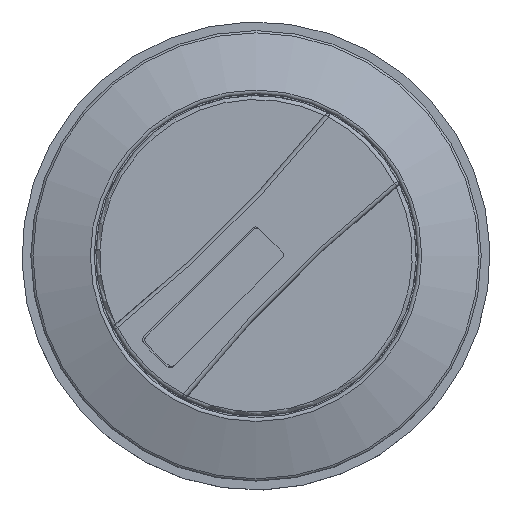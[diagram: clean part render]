
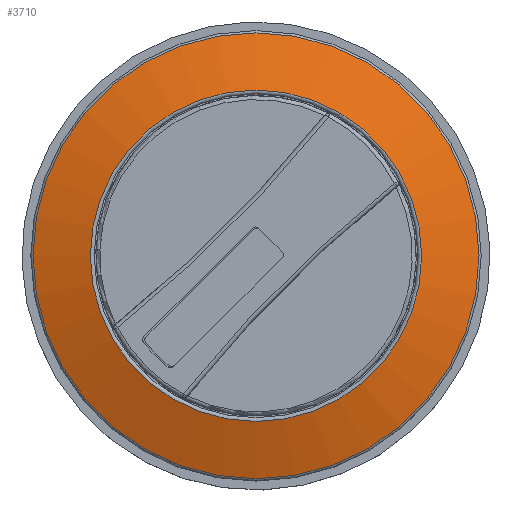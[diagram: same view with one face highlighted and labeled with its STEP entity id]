
A CAD part, top view. The second image highlights one B-rep face of the part: STEP entity #3710.
In plain terms, the highlighted conical face has half-angle 71.267 degrees and reference radius 12.107 mm.
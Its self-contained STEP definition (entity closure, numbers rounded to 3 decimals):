
#84=FACE_BOUND($,#618,.T.);
#133=CONICAL_SURFACE($,#4028,12.107,71.267);
#373=FACE_OUTER_BOUND($,#617,.T.);
#617=EDGE_LOOP($,(#2955));
#618=EDGE_LOOP($,(#2956));
#847=CIRCLE($,#3989,10.265);
#862=CIRCLE($,#4029,13.814);
#1794=VERTEX_POINT($,#5855);
#1832=VERTEX_POINT($,#6018);
#2197=EDGE_CURVE($,#1794,#1794,#847,.T.);
#2260=EDGE_CURVE($,#1832,#1832,#862,.T.);
#2955=ORIENTED_EDGE($,*,*,#2197,.F.);
#2956=ORIENTED_EDGE($,*,*,#2260,.F.);
#3710=ADVANCED_FACE($,(#373,#84),#133,.T.);
#3989=AXIS2_PLACEMENT_3D($,#5856,#4681,#4682);
#4028=AXIS2_PLACEMENT_3D($,#6017,#4803,#4804);
#4029=AXIS2_PLACEMENT_3D($,#6019,#4805,#4806);
#4681=DIRECTION('center_axis',(0.,0.,1.));
#4682=DIRECTION('ref_axis',(0.,1.,0.));
#4803=DIRECTION('center_axis',(0.,0.,-1.));
#4804=DIRECTION('ref_axis',(0.,1.,0.));
#4805=DIRECTION('center_axis',(0.,0.,-1.));
#4806=DIRECTION('ref_axis',(0.,-1.,0.));
#5855=CARTESIAN_POINT('',(0.,10.265,14.3));
#5856=CARTESIAN_POINT('Origin',(0.,0.,
14.3));
#6017=CARTESIAN_POINT('Origin',(0.,0.,
13.675));
#6018=CARTESIAN_POINT('',(0.,13.814,13.096));
#6019=CARTESIAN_POINT('Origin',(0.,0.,
13.096));
